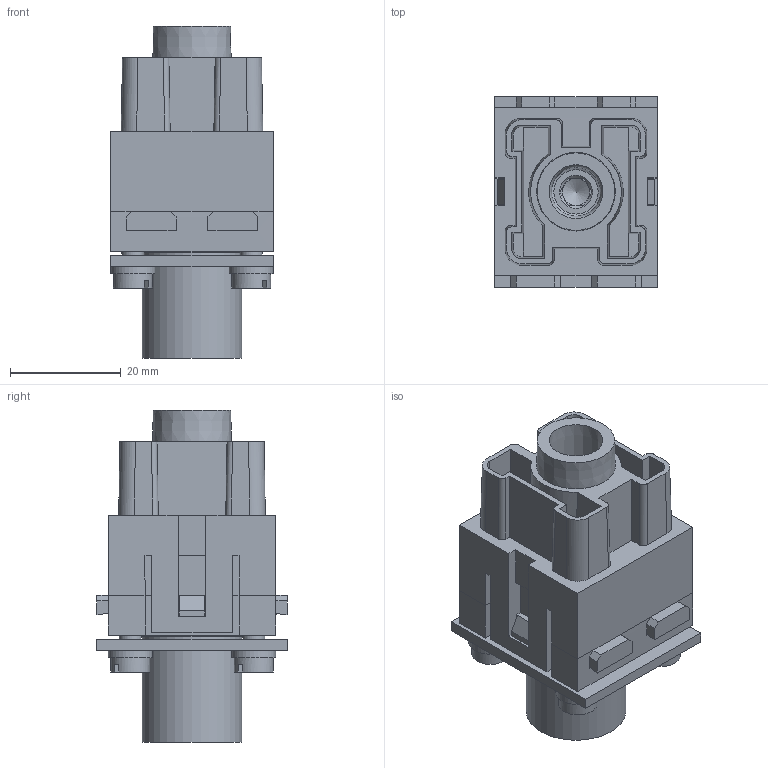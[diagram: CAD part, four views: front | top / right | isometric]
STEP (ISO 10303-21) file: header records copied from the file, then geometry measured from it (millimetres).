
FILE_DESCRIPTION(/* description */ (''),/* implementation_level */ '2;1');
FILE_NAME(/* name */ '100175635ugm000_d.stp',/* time_stamp */ '2019-05-13T07:30:40+02:00',/* author */ (''),/* organization */ (''),/* preprocessor_version */ 'ST-DEVELOPER v16.7',/* originating_system */ 'SIEMENS PLM Software NX 12.0',/* authorisation */ '');
FILE_SCHEMA (('AUTOMOTIVE_DESIGN { 1 0 10303 214 3 1 1 1 }'));
Length unit declared in the file: millimetre
Products named in the file (1): 100175635ugm000_d
Bounding box: 29.4 x 34.4 x 60 mm (x, y, z)
Volume: 25668 mm3; surface area: 14735.6 mm2
Topology: 1 solids, 1 shells, 480 faces, 1402 edges, 1036 vertices
Faces by surface type: plane 372, cylinder 51, cone 49, torus 5, extrusion 2, bspline 1
Full cylindrical faces by diameter (mm): 0.455 x1, 0.538 x1, 4 x4, 5 x1, 7 x4, 8 x5, 8.8 x1, 10 x2, 15.5 x1, 18 x2, 22 x1
Entity records: 19220 total; most frequent: CARTESIAN_POINT 3477, ORIENTED_EDGE 2484, DIRECTION 2288, EDGE_CURVE 1242, VECTOR 972, LINE 970, VERTEX_POINT 840, AXIS2_PLACEMENT_3D 658
